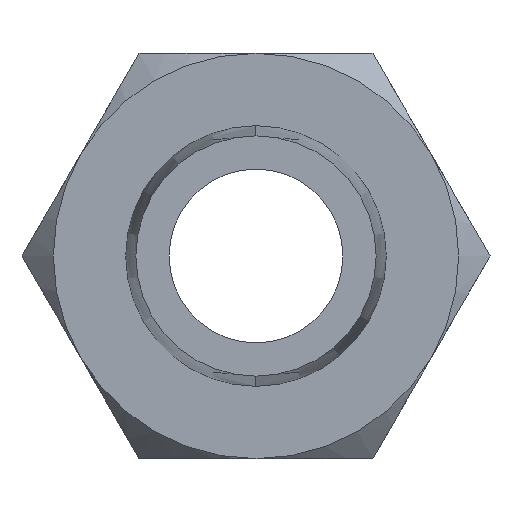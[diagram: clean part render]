
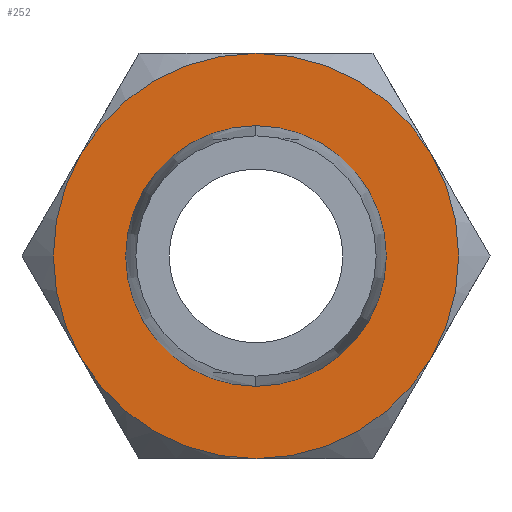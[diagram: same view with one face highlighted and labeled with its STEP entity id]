
A CAD part, left-side view. The second image highlights one B-rep face of the part: STEP entity #252.
In plain terms, the highlighted planar face has unit normal (-1, 0, 0).
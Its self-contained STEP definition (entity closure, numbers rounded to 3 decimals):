
#128 = AXIS2_PLACEMENT_3D ( 'NONE', #1948, #423, #3496 ) ;
#145 = CARTESIAN_POINT ( 'NONE',  ( 14., 0., 0. ) ) ;
#180 = DIRECTION ( 'NONE',  ( 0., 0., 1. ) ) ;
#231 = DIRECTION ( 'NONE',  ( -1., 0., 0. ) ) ;
#240 = AXIS2_PLACEMENT_3D ( 'NONE', #774, #796, #2283 ) ;
#252 = ADVANCED_FACE ( 'NONE', ( #1307, #882 ), #2095, .F. ) ;
#255 = AXIS2_PLACEMENT_3D ( 'NONE', #603, #231, #2999 ) ;
#416 = ORIENTED_EDGE ( 'NONE', *, *, #2840, .F. ) ;
#423 = DIRECTION ( 'NONE',  ( 1., 0., 0. ) ) ;
#437 = CARTESIAN_POINT ( 'NONE',  ( 14., -6.062, 3.5 ) ) ;
#444 = CIRCLE ( 'NONE', #3252, 7. ) ;
#508 = CARTESIAN_POINT ( 'NONE',  ( 14., 0., -7. ) ) ;
#512 = VERTEX_POINT ( 'NONE', #437 ) ;
#517 = DIRECTION ( 'NONE',  ( 0., 0., -1. ) ) ;
#523 = ORIENTED_EDGE ( 'NONE', *, *, #2367, .F. ) ;
#555 = CARTESIAN_POINT ( 'NONE',  ( 14., 0., 0. ) ) ;
#581 = DIRECTION ( 'NONE',  ( 1., 0., 0. ) ) ;
#603 = CARTESIAN_POINT ( 'NONE',  ( 14., 0., 0. ) ) ;
#745 = VERTEX_POINT ( 'NONE', #1407 ) ;
#774 = CARTESIAN_POINT ( 'NONE',  ( 14., 0., 0. ) ) ;
#796 = DIRECTION ( 'NONE',  ( -1., 0., 0. ) ) ;
#865 = DIRECTION ( 'NONE',  ( 1., 0., 0. ) ) ;
#882 = FACE_OUTER_BOUND ( 'NONE', #2256, .T. ) ;
#1263 = DIRECTION ( 'NONE',  ( 1., 0., 0. ) ) ;
#1288 = DIRECTION ( 'NONE',  ( 0., 0., -1. ) ) ;
#1307 = FACE_BOUND ( 'NONE', #3140, .T. ) ;
#1390 = ORIENTED_EDGE ( 'NONE', *, *, #2646, .F. ) ;
#1407 = CARTESIAN_POINT ( 'NONE',  ( 14., 0., 4.5 ) ) ;
#1532 = ORIENTED_EDGE ( 'NONE', *, *, #4046, .T. ) ;
#1548 = AXIS2_PLACEMENT_3D ( 'NONE', #4418, #3989, #4795 ) ;
#1601 = ORIENTED_EDGE ( 'NONE', *, *, #4584, .F. ) ;
#1693 = VERTEX_POINT ( 'NONE', #4427 ) ;
#1711 = CIRCLE ( 'NONE', #2444, 7. ) ;
#1872 = EDGE_CURVE ( 'NONE', #2299, #2294, #1711, .T. ) ;
#1879 = AXIS2_PLACEMENT_3D ( 'NONE', #4382, #2085, #180 ) ;
#1920 = CARTESIAN_POINT ( 'NONE',  ( 14., 0., 0. ) ) ;
#1948 = CARTESIAN_POINT ( 'NONE',  ( 14., 0., 0. ) ) ;
#2064 = CARTESIAN_POINT ( 'NONE',  ( 14., 6.062, -3.5 ) ) ;
#2085 = DIRECTION ( 'NONE',  ( -1., 0., 0. ) ) ;
#2095 = PLANE ( 'NONE',  #1548 ) ;
#2135 = VERTEX_POINT ( 'NONE', #3359 ) ;
#2164 = CIRCLE ( 'NONE', #3863, 7. ) ;
#2256 = EDGE_LOOP ( 'NONE', ( #3988, #416, #523, #3515, #1532, #4041 ) ) ;
#2283 = DIRECTION ( 'NONE',  ( 0., 0., 1. ) ) ;
#2294 = VERTEX_POINT ( 'NONE', #2064 ) ;
#2299 = VERTEX_POINT ( 'NONE', #508 ) ;
#2364 = CIRCLE ( 'NONE', #1879, 4.5 ) ;
#2367 = EDGE_CURVE ( 'NONE', #512, #2135, #3414, .T. ) ;
#2444 = AXIS2_PLACEMENT_3D ( 'NONE', #1920, #3159, #3519 ) ;
#2609 = AXIS2_PLACEMENT_3D ( 'NONE', #555, #581, #4790 ) ;
#2646 = EDGE_CURVE ( 'NONE', #745, #4606, #2364, .T. ) ;
#2649 = CIRCLE ( 'NONE', #240, 4.5 ) ;
#2772 = VERTEX_POINT ( 'NONE', #2951 ) ;
#2840 = EDGE_CURVE ( 'NONE', #2135, #2299, #3825, .T. ) ;
#2858 = CARTESIAN_POINT ( 'NONE',  ( 14., 0., 0. ) ) ;
#2951 = CARTESIAN_POINT ( 'NONE',  ( 14., 0., 7. ) ) ;
#2999 = DIRECTION ( 'NONE',  ( 0., 0., 1. ) ) ;
#3140 = EDGE_LOOP ( 'NONE', ( #1390, #1601 ) ) ;
#3159 = DIRECTION ( 'NONE',  ( 1., 0., 0. ) ) ;
#3252 = AXIS2_PLACEMENT_3D ( 'NONE', #145, #1263, #517 ) ;
#3287 = EDGE_CURVE ( 'NONE', #2772, #512, #444, .T. ) ;
#3359 = CARTESIAN_POINT ( 'NONE',  ( 14., -6.062, -3.5 ) ) ;
#3414 = CIRCLE ( 'NONE', #2609, 7. ) ;
#3496 = DIRECTION ( 'NONE',  ( 0., 0., -1. ) ) ;
#3515 = ORIENTED_EDGE ( 'NONE', *, *, #3287, .F. ) ;
#3519 = DIRECTION ( 'NONE',  ( 0., 0., -1. ) ) ;
#3825 = CIRCLE ( 'NONE', #128, 7. ) ;
#3863 = AXIS2_PLACEMENT_3D ( 'NONE', #2858, #865, #1288 ) ;
#3988 = ORIENTED_EDGE ( 'NONE', *, *, #1872, .F. ) ;
#3989 = DIRECTION ( 'NONE',  ( 1., 0., 0. ) ) ;
#4025 = CIRCLE ( 'NONE', #255, 7. ) ;
#4041 = ORIENTED_EDGE ( 'NONE', *, *, #4712, .F. ) ;
#4046 = EDGE_CURVE ( 'NONE', #2772, #1693, #4025, .T. ) ;
#4274 = CARTESIAN_POINT ( 'NONE',  ( 14., 0., -4.5 ) ) ;
#4382 = CARTESIAN_POINT ( 'NONE',  ( 14., 0., 0. ) ) ;
#4418 = CARTESIAN_POINT ( 'NONE',  ( 14., 0., 0. ) ) ;
#4427 = CARTESIAN_POINT ( 'NONE',  ( 14., 6.062, 3.5 ) ) ;
#4584 = EDGE_CURVE ( 'NONE', #4606, #745, #2649, .T. ) ;
#4606 = VERTEX_POINT ( 'NONE', #4274 ) ;
#4712 = EDGE_CURVE ( 'NONE', #2294, #1693, #2164, .T. ) ;
#4790 = DIRECTION ( 'NONE',  ( 0., 0., -1. ) ) ;
#4795 = DIRECTION ( 'NONE',  ( 0., 0., -1. ) ) ;
